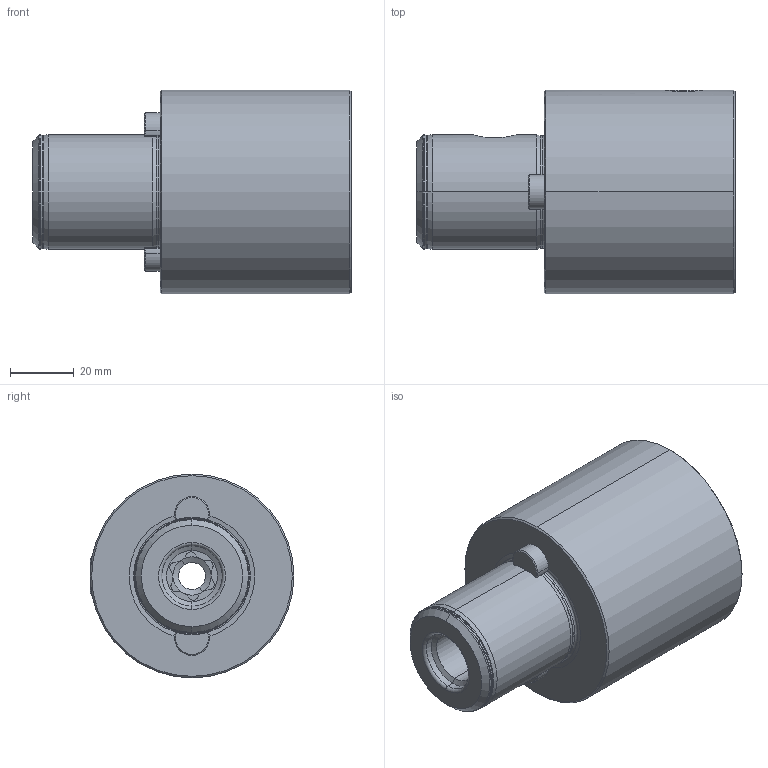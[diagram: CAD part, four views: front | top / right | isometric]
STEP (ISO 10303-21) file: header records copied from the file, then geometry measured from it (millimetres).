
FILE_DESCRIPTION (( 'STEP AP203' ), '1' );
FILE_NAME ('ST6-ST6.K01.060.STEP', '2016-02-12T10:48:03', ( 'SWIAdmin' ), ( 'Hewlett-Packard Company' ), 'SwSTEP 2.0', 'SolidWorks 2015', '' );
FILE_SCHEMA (( 'CONFIG_CONTROL_DESIGN' ));
Length unit declared in the file: millimetre
Products named in the file (6): ST6-ER1.001.018_A; ST6-ER2.001.012_A; ST6-ER3.K01.040_A_PreviewCfg; ST6-ER4.001.020_A; ST6-ST6.K01.060; ST6-ST6.K01.060_B
Assembly tree (6 placements, depth 2):
  ST6-ST6.K01.060
    ST6-ST6.K01.060_B
    ST6-ER1.001.018_A
    ST6-ER2.001.012_A  x2
    ST6-ER3.K01.040_A_PreviewCfg
    ST6-ER4.001.020_A
Bounding box: 100 x 64 x 64 mm (x, y, z)
Volume: 181663.9 mm3; surface area: 44045.4 mm2
Topology: 6 solids, 6 shells, 231 faces, 527 edges, 307 vertices
Faces by surface type: cylinder 76, cone 70, plane 46, torus 35, bspline 4
Entity records: 7287 total; most frequent: CARTESIAN_POINT 1807, DIRECTION 1122, ORIENTED_EDGE 954, EDGE_CURVE 477, AXIS2_PLACEMENT_3D 473, VERTEX_POINT 281, CIRCLE 258, EDGE_LOOP 224
